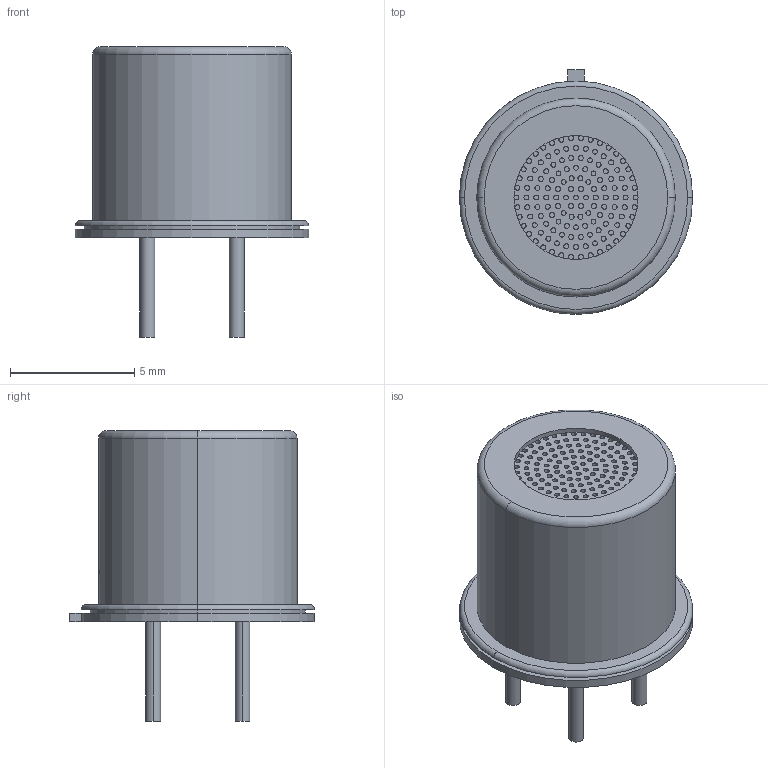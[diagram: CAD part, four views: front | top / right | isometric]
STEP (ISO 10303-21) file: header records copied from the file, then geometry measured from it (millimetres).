
FILE_DESCRIPTION (( 'STEP AP214' ), '1' );
FILE_NAME ('TO-5-4_BD9.4-P3.60.STEP', '2024-07-05T07:30:14', ( '' ), ( '' ), 'SwSTEP 2.0', 'SolidWorks 2020', '' );
FILE_SCHEMA (( 'AUTOMOTIVE_DESIGN' ));
Length unit declared in the file: millimetre
Products named in the file (1): TO-5-4_BD9.4-P3.60
Bounding box: 9.4 x 9.87 x 11.7 mm (x, y, z)
Volume: 387.8 mm3; surface area: 601.5 mm2
Topology: 1 solids, 1 shells, 683 faces, 1607 edges, 1056 vertices
Faces by surface type: cylinder 320, plane 261, bspline 98, torus 4
Entity records: 29455 total; most frequent: CARTESIAN_POINT 6206, DIRECTION 3317, ORIENTED_EDGE 3214, EDGE_CURVE 1607, AXIS2_PLACEMENT_3D 1366, VERTEX_POINT 1056, EDGE_LOOP 813, CIRCLE 780
